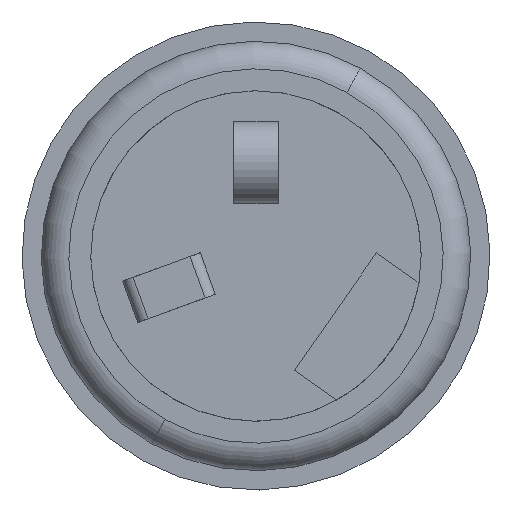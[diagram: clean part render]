
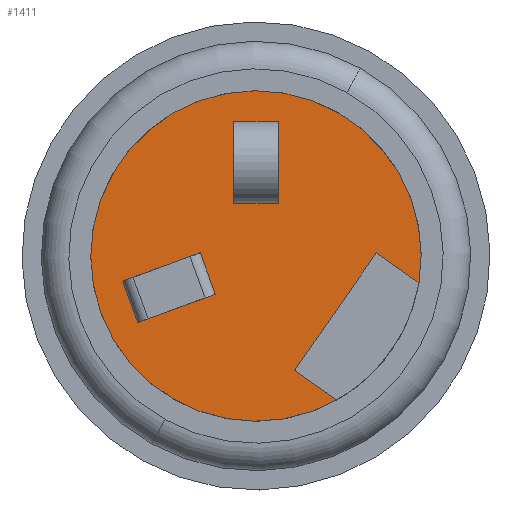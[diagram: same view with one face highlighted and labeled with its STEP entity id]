
A CAD part, left-side view. The second image highlights one B-rep face of the part: STEP entity #1411.
In plain terms, the highlighted face is planar.
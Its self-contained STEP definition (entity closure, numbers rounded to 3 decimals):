
#22 = LINE ( 'NONE', #8090, #1757 ) ;
#87 = VERTEX_POINT ( 'NONE', #4132 ) ;
#101 = CARTESIAN_POINT ( 'NONE',  ( 21.568, -1.18, -14.22 ) ) ;
#122 = CARTESIAN_POINT ( 'NONE',  ( 19.76, -1.18, -17.05 ) ) ;
#143 = DIRECTION ( 'NONE',  ( 0., -1., 0. ) ) ;
#147 = VERTEX_POINT ( 'NONE', #1049 ) ;
#171 = VECTOR ( 'NONE', #5185, 1000. ) ;
#179 = EDGE_CURVE ( 'NONE', #5679, #9895, #3101, .T. ) ;
#201 = AXIS2_PLACEMENT_3D ( 'NONE', #9581, #4501, #10438 ) ;
#382 = ORIENTED_EDGE ( 'NONE', *, *, #588, .F. ) ;
#451 = ORIENTED_EDGE ( 'NONE', *, *, #1679, .F. ) ;
#521 = DIRECTION ( 'NONE',  ( -0.569, 0., 0.822 ) ) ;
#588 = EDGE_CURVE ( 'NONE', #3484, #4996, #7490, .T. ) ;
#780 = ORIENTED_EDGE ( 'NONE', *, *, #9076, .F. ) ;
#828 = VECTOR ( 'NONE', #10851, 1000. ) ;
#885 = ORIENTED_EDGE ( 'NONE', *, *, #10679, .F. ) ;
#945 = LINE ( 'NONE', #5017, #7187 ) ;
#1049 = CARTESIAN_POINT ( 'NONE',  ( 17.234, -1.18, -14.613 ) ) ;
#1067 = CARTESIAN_POINT ( 'NONE',  ( 17.626, -1.18, -13.131 ) ) ;
#1411 = ADVANCED_FACE ( 'NONE', ( #4418, #4144, #8390 ), #2689, .T. ) ;
#1471 = EDGE_CURVE ( 'NONE', #8202, #147, #7867, .T. ) ;
#1551 = CARTESIAN_POINT ( 'NONE',  ( 19.009, -1.18, -16.772 ) ) ;
#1558 = EDGE_LOOP ( 'NONE', ( #885, #451, #4369, #9664 ) ) ;
#1604 = CARTESIAN_POINT ( 'NONE',  ( 18.164, -1.18, -13.906 ) ) ;
#1628 = VECTOR ( 'NONE', #6797, 1000. ) ;
#1679 = EDGE_CURVE ( 'NONE', #9895, #7518, #22, .T. ) ;
#1757 = VECTOR ( 'NONE', #6422, 1000. ) ;
#1861 = EDGE_CURVE ( 'NONE', #3375, #3484, #945, .T. ) ;
#2203 = DIRECTION ( 'NONE',  ( -0.347, 0., -0.938 ) ) ;
#2262 = CARTESIAN_POINT ( 'NONE',  ( 18.164, -1.18, -13.906 ) ) ;
#2530 = DIRECTION ( 'NONE',  ( 0., -1., 0. ) ) ;
#2557 = CARTESIAN_POINT ( 'NONE',  ( 22.663, -1.18, -15.026 ) ) ;
#2630 = ORIENTED_EDGE ( 'NONE', *, *, #6286, .F. ) ;
#2689 = PLANE ( 'NONE',  #9521 ) ;
#2922 = CARTESIAN_POINT ( 'NONE',  ( 20.301, -1.18, -12.426 ) ) ;
#3101 = LINE ( 'NONE', #3642, #828 ) ;
#3231 = ORIENTED_EDGE ( 'NONE', *, *, #1861, .F. ) ;
#3375 = VERTEX_POINT ( 'NONE', #3578 ) ;
#3484 = VERTEX_POINT ( 'NONE', #8492 ) ;
#3529 = EDGE_CURVE ( 'NONE', #9289, #5679, #4794, .T. ) ;
#3550 = CARTESIAN_POINT ( 'NONE',  ( 21.563, -1.18, -15.02 ) ) ;
#3578 = CARTESIAN_POINT ( 'NONE',  ( 20.28, -1.18, -15.643 ) ) ;
#3630 = LINE ( 'NONE', #1604, #10142 ) ;
#3642 = CARTESIAN_POINT ( 'NONE',  ( 21.563, -1.18, -15.02 ) ) ;
#3734 = LINE ( 'NONE', #7582, #7978 ) ;
#3743 = VECTOR ( 'NONE', #4795, 1000. ) ;
#3809 = ORIENTED_EDGE ( 'NONE', *, *, #1471, .T. ) ;
#3899 = CARTESIAN_POINT ( 'NONE',  ( 20.301, -1.18, -12.426 ) ) ;
#3937 = CARTESIAN_POINT ( 'NONE',  ( 19.76, -1.18, -17.05 ) ) ;
#3983 = LINE ( 'NONE', #3899, #5976 ) ;
#4132 = CARTESIAN_POINT ( 'NONE',  ( 19.764, -1.18, -11.65 ) ) ;
#4144 = FACE_OUTER_BOUND ( 'NONE', #6441, .T. ) ;
#4236 = AXIS2_PLACEMENT_3D ( 'NONE', #7610, #2530, #8454 ) ;
#4247 = EDGE_CURVE ( 'NONE', #10380, #87, #3983, .T. ) ;
#4265 = ORIENTED_EDGE ( 'NONE', *, *, #8756, .F. ) ;
#4278 = LINE ( 'NONE', #3937, #3743 ) ;
#4321 = CARTESIAN_POINT ( 'NONE',  ( 19.009, -1.18, -16.772 ) ) ;
#4369 = ORIENTED_EDGE ( 'NONE', *, *, #179, .F. ) ;
#4391 = CARTESIAN_POINT ( 'NONE',  ( 20.234, -1.18, -14.613 ) ) ;
#4418 = FACE_BOUND ( 'NONE', #1558, .T. ) ;
#4501 = DIRECTION ( 'NONE',  ( 0., -1., 0. ) ) ;
#4504 = ORIENTED_EDGE ( 'NONE', *, *, #8940, .T. ) ;
#4616 = CARTESIAN_POINT ( 'NONE',  ( 20.234, -1.18, -14.613 ) ) ;
#4794 = LINE ( 'NONE', #101, #9311 ) ;
#4795 = DIRECTION ( 'NONE',  ( 0.347, 0., 0.938 ) ) ;
#4996 = VERTEX_POINT ( 'NONE', #1551 ) ;
#5017 = CARTESIAN_POINT ( 'NONE',  ( 20.28, -1.18, -15.643 ) ) ;
#5143 = CARTESIAN_POINT ( 'NONE',  ( 17.626, -1.18, -13.131 ) ) ;
#5185 = DIRECTION ( 'NONE',  ( 0.938, 0., -0.347 ) ) ;
#5473 = DIRECTION ( 'NONE',  ( 1., 0., 0. ) ) ;
#5581 = CARTESIAN_POINT ( 'NONE',  ( 19.53, -1.18, -15.365 ) ) ;
#5679 = VERTEX_POINT ( 'NONE', #3550 ) ;
#5976 = VECTOR ( 'NONE', #521, 1000. ) ;
#6049 = DIRECTION ( 'NONE',  ( -0.005, 0., -1. ) ) ;
#6093 = DIRECTION ( 'NONE',  ( 1., 0., 0. ) ) ;
#6286 = EDGE_CURVE ( 'NONE', #4996, #10257, #9214, .T. ) ;
#6417 = CIRCLE ( 'NONE', #4236, 3. ) ;
#6422 = DIRECTION ( 'NONE',  ( 0.005, 0., 1. ) ) ;
#6441 = EDGE_LOOP ( 'NONE', ( #9228, #10114, #4265, #3809, #10709, #4504 ) ) ;
#6445 = AXIS2_PLACEMENT_3D ( 'NONE', #4616, #10556, #5473 ) ;
#6752 = CARTESIAN_POINT ( 'NONE',  ( 23.234, -1.18, -14.613 ) ) ;
#6797 = DIRECTION ( 'NONE',  ( 0.569, 0., -0.822 ) ) ;
#6857 = CARTESIAN_POINT ( 'NONE',  ( 21.568, -1.18, -14.22 ) ) ;
#7187 = VECTOR ( 'NONE', #10950, 1000. ) ;
#7484 = EDGE_CURVE ( 'NONE', #7917, #10380, #3630, .T. ) ;
#7490 = LINE ( 'NONE', #5581, #9744 ) ;
#7518 = VERTEX_POINT ( 'NONE', #10107 ) ;
#7555 = DIRECTION ( 'NONE',  ( 0.822, 0., 0.569 ) ) ;
#7582 = CARTESIAN_POINT ( 'NONE',  ( 22.668, -1.18, -14.226 ) ) ;
#7610 = CARTESIAN_POINT ( 'NONE',  ( 20.234, -1.18, -14.613 ) ) ;
#7867 = CIRCLE ( 'NONE', #201, 3. ) ;
#7917 = VERTEX_POINT ( 'NONE', #2262 ) ;
#7978 = VECTOR ( 'NONE', #9287, 1000. ) ;
#8038 = EDGE_CURVE ( 'NONE', #147, #8065, #6417, .T. ) ;
#8065 = VERTEX_POINT ( 'NONE', #6752 ) ;
#8090 = CARTESIAN_POINT ( 'NONE',  ( 22.663, -1.18, -15.026 ) ) ;
#8202 = VERTEX_POINT ( 'NONE', #1067 ) ;
#8390 = FACE_BOUND ( 'NONE', #8703, .T. ) ;
#8392 = LINE ( 'NONE', #5143, #1628 ) ;
#8454 = DIRECTION ( 'NONE',  ( 1., 0., 0. ) ) ;
#8492 = CARTESIAN_POINT ( 'NONE',  ( 19.53, -1.18, -15.365 ) ) ;
#8703 = EDGE_LOOP ( 'NONE', ( #382, #3231, #780, #2630 ) ) ;
#8756 = EDGE_CURVE ( 'NONE', #8202, #7917, #8392, .T. ) ;
#8940 = EDGE_CURVE ( 'NONE', #8065, #87, #9325, .T. ) ;
#9076 = EDGE_CURVE ( 'NONE', #10257, #3375, #4278, .T. ) ;
#9214 = LINE ( 'NONE', #4321, #171 ) ;
#9228 = ORIENTED_EDGE ( 'NONE', *, *, #4247, .F. ) ;
#9287 = DIRECTION ( 'NONE',  ( -1., 0., 0.005 ) ) ;
#9289 = VERTEX_POINT ( 'NONE', #6857 ) ;
#9311 = VECTOR ( 'NONE', #6049, 1000. ) ;
#9325 = CIRCLE ( 'NONE', #6445, 3. ) ;
#9521 = AXIS2_PLACEMENT_3D ( 'NONE', #4391, #143, #6093 ) ;
#9581 = CARTESIAN_POINT ( 'NONE',  ( 20.234, -1.18, -14.613 ) ) ;
#9664 = ORIENTED_EDGE ( 'NONE', *, *, #3529, .F. ) ;
#9744 = VECTOR ( 'NONE', #2203, 1000. ) ;
#9895 = VERTEX_POINT ( 'NONE', #2557 ) ;
#10107 = CARTESIAN_POINT ( 'NONE',  ( 22.668, -1.18, -14.226 ) ) ;
#10114 = ORIENTED_EDGE ( 'NONE', *, *, #7484, .F. ) ;
#10142 = VECTOR ( 'NONE', #7555, 1000. ) ;
#10257 = VERTEX_POINT ( 'NONE', #122 ) ;
#10380 = VERTEX_POINT ( 'NONE', #2922 ) ;
#10438 = DIRECTION ( 'NONE',  ( 1., 0., 0. ) ) ;
#10556 = DIRECTION ( 'NONE',  ( 0., -1., 0. ) ) ;
#10679 = EDGE_CURVE ( 'NONE', #7518, #9289, #3734, .T. ) ;
#10709 = ORIENTED_EDGE ( 'NONE', *, *, #8038, .T. ) ;
#10851 = DIRECTION ( 'NONE',  ( 1., 0., -0.005 ) ) ;
#10950 = DIRECTION ( 'NONE',  ( -0.938, 0., 0.347 ) ) ;
